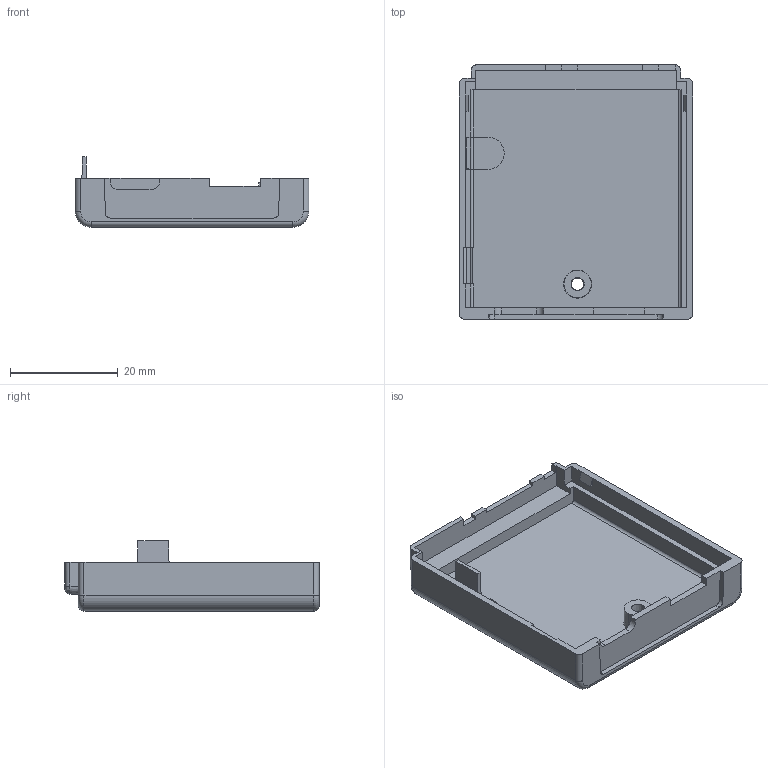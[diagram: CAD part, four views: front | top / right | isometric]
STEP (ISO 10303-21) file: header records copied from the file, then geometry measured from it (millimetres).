
FILE_DESCRIPTION((''),'2;1');
FILE_NAME('','2025-01-24T',(''),(''),'PRO/ENGINEER BY PARAMETRIC TECHNOLOGY CORPORATION, 2003250','PRO/ENGINEER BY PARAMETRIC TECHNOLOGY CORPORATION, 2003250','');
FILE_SCHEMA(('CONFIG_CONTROL_DESIGN'));
Length unit declared in the file: millimetre
Bounding box: 43.41 x 47.2 x 13.06 mm (x, y, z)
Volume: 5658.1 mm3; surface area: 7076.1 mm2
Topology: 1 solids, 1 shells, 267 faces, 705 edges, 443 vertices
Faces by surface type: plane 228, cylinder 23, cone 10, torus 4, bspline 2
Entity records: 8104 total; most frequent: CARTESIAN_POINT 1449, ORIENTED_EDGE 1410, DIRECTION 1301, EDGE_CURVE 705, VECTOR 637, LINE 637, VERTEX_POINT 443, AXIS2_PLACEMENT_3D 332
